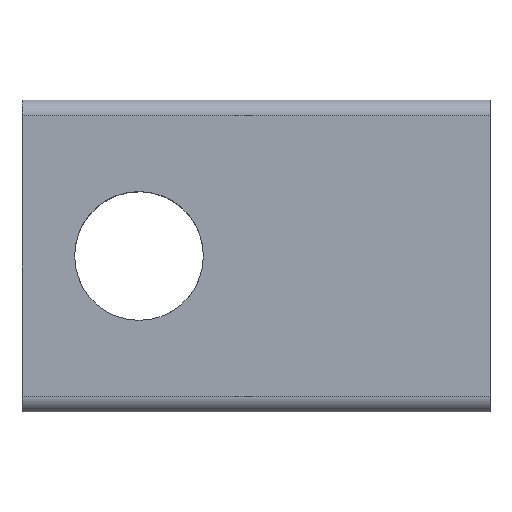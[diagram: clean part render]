
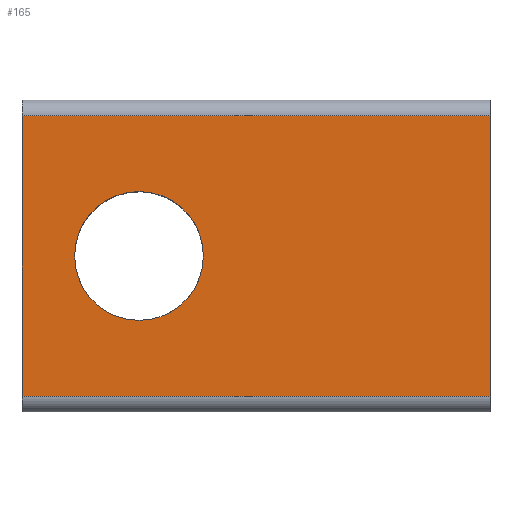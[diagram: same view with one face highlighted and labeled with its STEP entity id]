
A CAD part, top view. The second image highlights one B-rep face of the part: STEP entity #165.
In plain terms, the highlighted planar face has unit normal (0, 0, 1).
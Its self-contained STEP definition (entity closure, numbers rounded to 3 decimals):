
#165=ADVANCED_FACE('',(#200,#201),#202,.T.);
#200=FACE_BOUND('',#242,.T.);
#201=FACE_OUTER_BOUND('',#243,.T.);
#202=PLANE('',#244);
#242=EDGE_LOOP('',(#353));
#243=EDGE_LOOP('',(#354,#355,#356,#357));
#244=AXIS2_PLACEMENT_3D('',#358,#359,#360);
#353=ORIENTED_EDGE('',*,*,#451,.F.);
#354=ORIENTED_EDGE('',*,*,#454,.F.);
#355=ORIENTED_EDGE('',*,*,#455,.F.);
#356=ORIENTED_EDGE('',*,*,#456,.T.);
#357=ORIENTED_EDGE('',*,*,#457,.T.);
#358=CARTESIAN_POINT('',(6.0,0.,0.0));
#359=DIRECTION('',(0.0,-0.0,1.0));
#360=DIRECTION('',(0.0,1.0,0.0));
#451=EDGE_CURVE('',#527,#527,#528,.T.);
#454=EDGE_CURVE('',#532,#533,#534,.T.);
#455=EDGE_CURVE('',#535,#532,#536,.T.);
#456=EDGE_CURVE('',#535,#537,#538,.T.);
#457=EDGE_CURVE('',#537,#533,#539,.T.);
#527=VERTEX_POINT('',#687);
#528=CIRCLE('',#688,1.65);
#532=VERTEX_POINT('',#710);
#533=VERTEX_POINT('',#711);
#534=LINE('',#712,#713);
#535=VERTEX_POINT('',#714);
#536=LINE('',#715,#716);
#537=VERTEX_POINT('',#717);
#538=LINE('',#718,#719);
#539=LINE('',#720,#721);
#687=CARTESIAN_POINT('',(-1.35,0.0,0.0));
#688=AXIS2_PLACEMENT_3D('',#781,#782,#783);
#710=CARTESIAN_POINT('',(-6.0,-3.6,0.0));
#711=CARTESIAN_POINT('',(-6.0,3.6,0.0));
#712=CARTESIAN_POINT('',(-6.0,0.,0.0));
#713=VECTOR('',#784,1.0);
#714=CARTESIAN_POINT('',(6.0,-3.6,0.0));
#715=CARTESIAN_POINT('',(6.0,-3.6,0.0));
#716=VECTOR('',#785,1.0);
#717=CARTESIAN_POINT('',(6.0,3.6,0.0));
#718=CARTESIAN_POINT('',(6.0,0.,0.0));
#719=VECTOR('',#786,1.0);
#720=CARTESIAN_POINT('',(6.0,3.6,0.0));
#721=VECTOR('',#787,1.0);
#781=CARTESIAN_POINT('',(-3.0,0.0,0.0));
#782=DIRECTION('',(0.0,0.0,1.0));
#783=DIRECTION('',(1.0,0.0,0.0));
#784=DIRECTION('',(0.0,1.0,0.0));
#785=DIRECTION('',(-1.0,0.0,0.0));
#786=DIRECTION('',(0.0,1.0,0.0));
#787=DIRECTION('',(-1.0,0.0,0.0));
